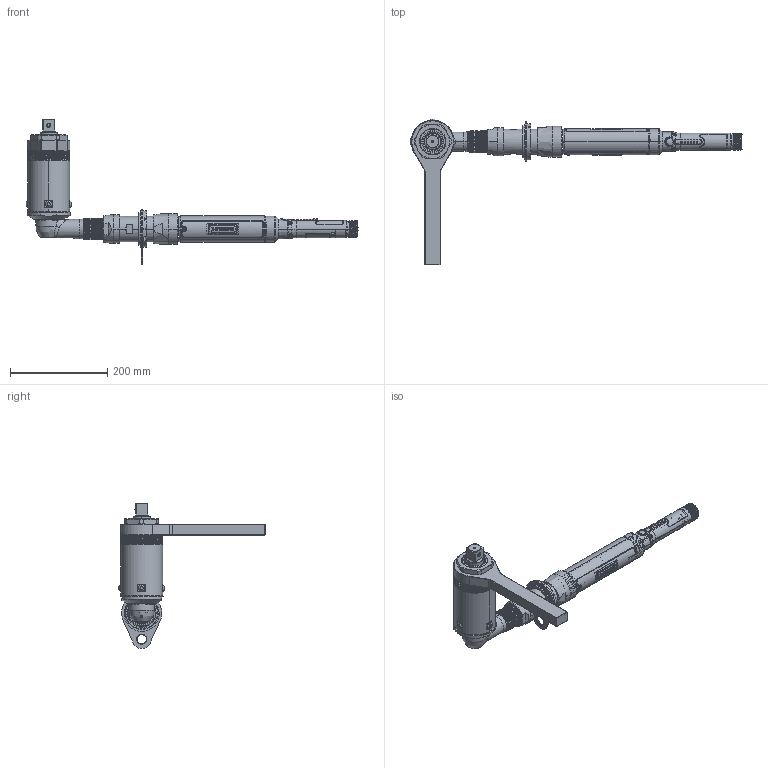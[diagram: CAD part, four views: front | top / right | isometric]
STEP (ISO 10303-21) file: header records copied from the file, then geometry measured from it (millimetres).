
FILE_DESCRIPTION((''),'2;1');
FILE_NAME('EB55LA26S0037-1000-SW','2020-03-10T09:16:08',('ZLC1117'),(''),'CREO PARAMETRIC BY PTC INC, 2017380','CREO PARAMETRIC BY PTC INC, 2017380','');
FILE_SCHEMA(('CONFIG_CONTROL_DESIGN'));
Products named in the file (1): EB55LA26S0037-1000-SW
Bounding box: 683.72 x 300.7 x 298.65 mm (x, y, z)
Surface area: 435739.7 mm2 (no closed solid volume)
Topology: 0 solids, 187 shells, 2536 faces, 10374 edges, 7773 vertices
Faces by surface type: cylinder 988, plane 646, bspline 372, torus 204, cone 199, extrusion 108, sphere 19
Entity records: 168903 total; most frequent: CARTESIAN_POINT 92520, ORIENTED_EDGE 15447, DIRECTION 13456, EDGE_CURVE 10368, VERTEX_POINT 7773, AXIS2_PLACEMENT_3D 5013, B_SPLINE_CURVE_WITH_KNOTS 4197, VECTOR 3430
